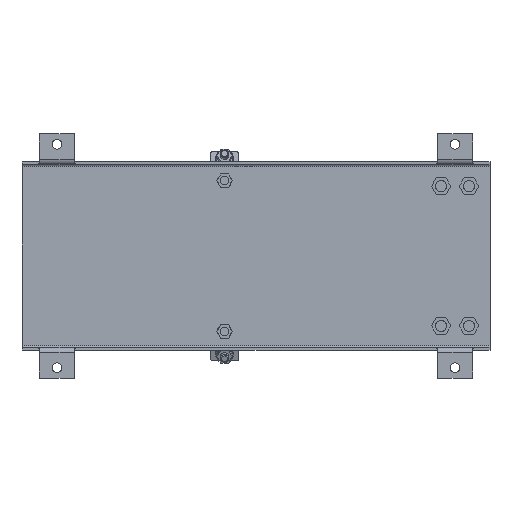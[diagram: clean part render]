
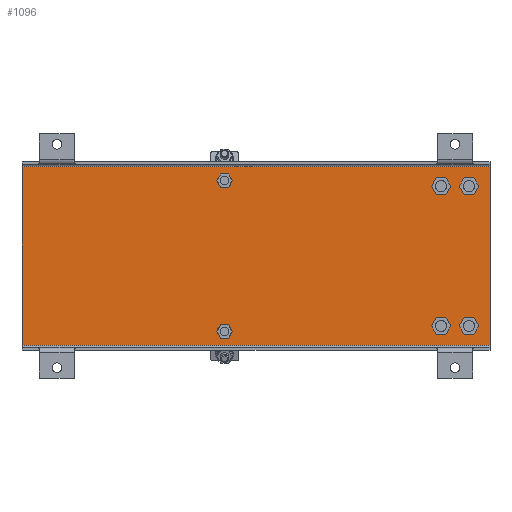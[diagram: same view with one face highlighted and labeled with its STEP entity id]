
A CAD part, top view. The second image highlights one B-rep face of the part: STEP entity #1096.
In plain terms, the highlighted planar face has unit normal (0, 0, 1).
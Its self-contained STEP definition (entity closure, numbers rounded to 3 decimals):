
#1096 = ADVANCED_FACE( '', ( #2204, #2205, #2206, #2207, #2208, #2209, #2210 ), #2211, .T. );
#2204 = FACE_BOUND( '', #3496, .T. );
#2205 = FACE_BOUND( '', #3497, .T. );
#2206 = FACE_BOUND( '', #3498, .T. );
#2207 = FACE_BOUND( '', #3499, .T. );
#2208 = FACE_BOUND( '', #3500, .T. );
#2209 = FACE_BOUND( '', #3501, .T. );
#2210 = FACE_OUTER_BOUND( '', #3502, .T. );
#2211 = PLANE( '', #3503 );
#3496 = EDGE_LOOP( '', ( #5691 ) );
#3497 = EDGE_LOOP( '', ( #5692 ) );
#3498 = EDGE_LOOP( '', ( #5693 ) );
#3499 = EDGE_LOOP( '', ( #5694 ) );
#3500 = EDGE_LOOP( '', ( #5695 ) );
#3501 = EDGE_LOOP( '', ( #5696 ) );
#3502 = EDGE_LOOP( '', ( #5697, #5698, #5699, #5700 ) );
#3503 = AXIS2_PLACEMENT_3D( '', #5701, #5702, #5703 );
#5691 = ORIENTED_EDGE( '', *, *, #8458, .F. );
#5692 = ORIENTED_EDGE( '', *, *, #8459, .F. );
#5693 = ORIENTED_EDGE( '', *, *, #8460, .F. );
#5694 = ORIENTED_EDGE( '', *, *, #8461, .F. );
#5695 = ORIENTED_EDGE( '', *, *, #8095, .F. );
#5696 = ORIENTED_EDGE( '', *, *, #8462, .F. );
#5697 = ORIENTED_EDGE( '', *, *, #8463, .F. );
#5698 = ORIENTED_EDGE( '', *, *, #8464, .T. );
#5699 = ORIENTED_EDGE( '', *, *, #8419, .F. );
#5700 = ORIENTED_EDGE( '', *, *, #8465, .T. );
#5701 = CARTESIAN_POINT( '', ( -335., -135., 4. ) );
#5702 = DIRECTION( '', ( 0., 0., 1. ) );
#5703 = DIRECTION( '', ( 1., 0., 0. ) );
#8095 = EDGE_CURVE( '', #9720, #9720, #9721, .T. );
#8419 = EDGE_CURVE( '', #10235, #10236, #10237, .T. );
#8458 = EDGE_CURVE( '', #10290, #10290, #10291, .T. );
#8459 = EDGE_CURVE( '', #10292, #10292, #10293, .T. );
#8460 = EDGE_CURVE( '', #10294, #10294, #10295, .T. );
#8461 = EDGE_CURVE( '', #10296, #10296, #10297, .T. );
#8462 = EDGE_CURVE( '', #10298, #10298, #10299, .T. );
#8463 = EDGE_CURVE( '', #10300, #10301, #10302, .T. );
#8464 = EDGE_CURVE( '', #10300, #10236, #10303, .T. );
#8465 = EDGE_CURVE( '', #10235, #10301, #10304, .T. );
#9720 = VERTEX_POINT( '', #12004 );
#9721 = CIRCLE( '', #12005, 7. );
#10235 = VERTEX_POINT( '', #12716 );
#10236 = VERTEX_POINT( '', #12717 );
#10237 = LINE( '', #12718, #12719 );
#10290 = VERTEX_POINT( '', #12787 );
#10291 = CIRCLE( '', #12788, 9. );
#10292 = VERTEX_POINT( '', #12789 );
#10293 = CIRCLE( '', #12790, 9. );
#10294 = VERTEX_POINT( '', #12791 );
#10295 = CIRCLE( '', #12792, 9. );
#10296 = VERTEX_POINT( '', #12793 );
#10297 = CIRCLE( '', #12794, 9. );
#10298 = VERTEX_POINT( '', #12795 );
#10299 = CIRCLE( '', #12796, 7. );
#10300 = VERTEX_POINT( '', #12797 );
#10301 = VERTEX_POINT( '', #12798 );
#10302 = LINE( '', #12799, #12800 );
#10303 = LINE( '', #12801, #12802 );
#10304 = LINE( '', #12803, #12804 );
#12004 = CARTESIAN_POINT( '', ( -38., -108., 4. ) );
#12005 = AXIS2_PLACEMENT_3D( '', #14229, #14230, #14231 );
#12716 = CARTESIAN_POINT( '', ( 335., -128., 4. ) );
#12717 = CARTESIAN_POINT( '', ( -335., -128., 4. ) );
#12718 = CARTESIAN_POINT( '', ( 335., -128., 4. ) );
#12719 = VECTOR( '', #14626, 1000. );
#12787 = CARTESIAN_POINT( '', ( 274., 100., 4. ) );
#12788 = AXIS2_PLACEMENT_3D( '', #14672, #14673, #14674 );
#12789 = CARTESIAN_POINT( '', ( 274., -100., 4. ) );
#12790 = AXIS2_PLACEMENT_3D( '', #14675, #14676, #14677 );
#12791 = CARTESIAN_POINT( '', ( 314., -100., 4. ) );
#12792 = AXIS2_PLACEMENT_3D( '', #14678, #14679, #14680 );
#12793 = CARTESIAN_POINT( '', ( 314., 100., 4. ) );
#12794 = AXIS2_PLACEMENT_3D( '', #14681, #14682, #14683 );
#12795 = CARTESIAN_POINT( '', ( -38., 108., 4. ) );
#12796 = AXIS2_PLACEMENT_3D( '', #14684, #14685, #14686 );
#12797 = CARTESIAN_POINT( '', ( -335., 128., 4. ) );
#12798 = CARTESIAN_POINT( '', ( 335., 128., 4. ) );
#12799 = CARTESIAN_POINT( '', ( -335., 128., 4. ) );
#12800 = VECTOR( '', #14687, 1000. );
#12801 = CARTESIAN_POINT( '', ( -335., 135., 4. ) );
#12802 = VECTOR( '', #14688, 1000. );
#12803 = CARTESIAN_POINT( '', ( 335., -135., 4. ) );
#12804 = VECTOR( '', #14689, 1000. );
#14229 = CARTESIAN_POINT( '', ( -45., -108., 4. ) );
#14230 = DIRECTION( '', ( 0., 0., 1. ) );
#14231 = DIRECTION( '', ( 1., 0., 0. ) );
#14626 = DIRECTION( '', ( -1., 0., 0. ) );
#14672 = CARTESIAN_POINT( '', ( 265., 100., 4. ) );
#14673 = DIRECTION( '', ( 0., 0., 1. ) );
#14674 = DIRECTION( '', ( 1., 0., 0. ) );
#14675 = CARTESIAN_POINT( '', ( 265., -100., 4. ) );
#14676 = DIRECTION( '', ( 0., 0., 1. ) );
#14677 = DIRECTION( '', ( 1., 0., 0. ) );
#14678 = CARTESIAN_POINT( '', ( 305., -100., 4. ) );
#14679 = DIRECTION( '', ( 0., 0., 1. ) );
#14680 = DIRECTION( '', ( 1., 0., 0. ) );
#14681 = CARTESIAN_POINT( '', ( 305., 100., 4. ) );
#14682 = DIRECTION( '', ( 0., 0., 1. ) );
#14683 = DIRECTION( '', ( 1., 0., 0. ) );
#14684 = CARTESIAN_POINT( '', ( -45., 108., 4. ) );
#14685 = DIRECTION( '', ( 0., 0., 1. ) );
#14686 = DIRECTION( '', ( 1., 0., 0. ) );
#14687 = DIRECTION( '', ( 1., 0., 0. ) );
#14688 = DIRECTION( '', ( 0., -1., 0. ) );
#14689 = DIRECTION( '', ( 0., 1., 0. ) );
